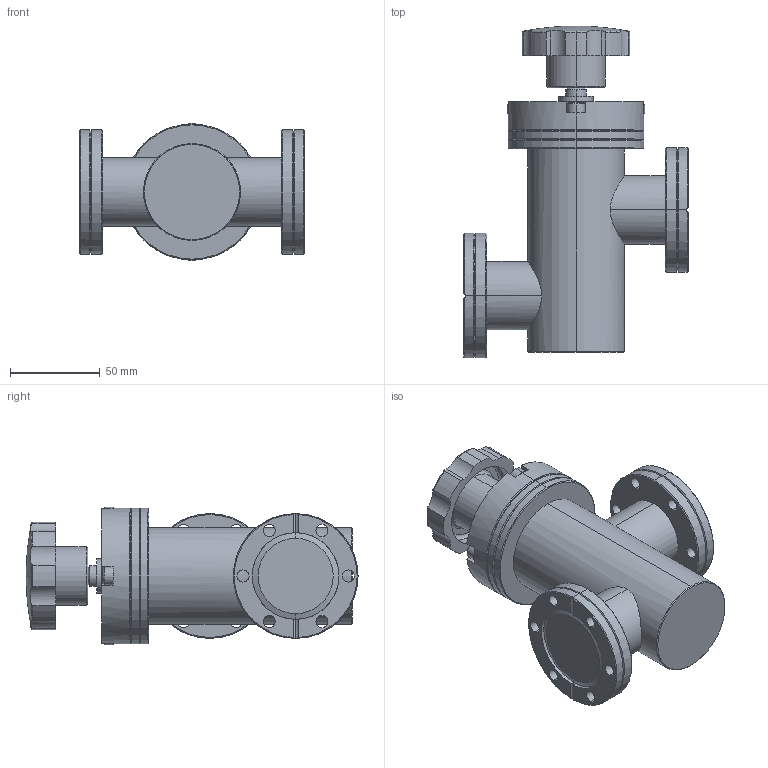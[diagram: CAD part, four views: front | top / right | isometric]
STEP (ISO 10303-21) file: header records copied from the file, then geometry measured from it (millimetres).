
FILE_DESCRIPTION (( 'STEP AP214' ), '1' );
FILE_NAME ('302113030016.STEP', '2021-12-15T03:27:54', ( '' ), ( '' ), 'SwSTEP 2.0', 'SolidWorks 2018', '' );
FILE_SCHEMA (( 'AUTOMOTIVE_DESIGN' ));
Length unit declared in the file: millimetre
Products named in the file (1): 302113030016
Bounding box: 125 x 185.05 x 76.7 mm (x, y, z)
Volume: 569647.6 mm3; surface area: 76660.1 mm2
Topology: 1 solids, 1 shells, 229 faces, 574 edges, 362 vertices
Faces by surface type: cylinder 94, plane 66, cone 44, torus 15, bspline 8, sphere 2
Entity records: 7974 total; most frequent: CARTESIAN_POINT 2358, DIRECTION 1200, ORIENTED_EDGE 1148, EDGE_CURVE 574, AXIS2_PLACEMENT_3D 474, VERTEX_POINT 362, EDGE_LOOP 268, VECTOR 252
